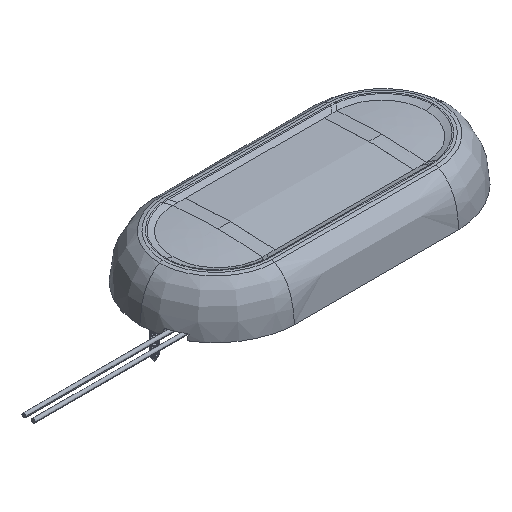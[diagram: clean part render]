
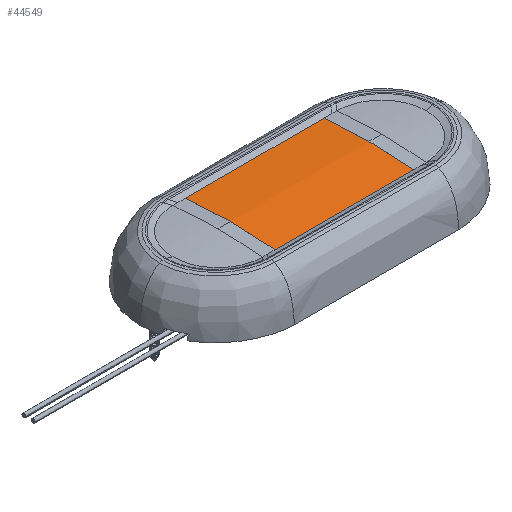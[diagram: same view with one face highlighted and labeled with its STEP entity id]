
A CAD part, isometric view. The second image highlights one B-rep face of the part: STEP entity #44549.
In plain terms, the highlighted cylindrical face has radius 200.299 mm (diameter 400.599 mm), a partial arc.
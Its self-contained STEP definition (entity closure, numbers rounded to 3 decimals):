
#43502=CARTESIAN_POINT('',(4.627,19.082,15.087));
#43503=CARTESIAN_POINT('',(4.62,16.966,15.29));
#43504=CARTESIAN_POINT('',(4.606,12.729,15.628));
#43505=CARTESIAN_POINT('',(4.585,6.359,15.932));
#43506=CARTESIAN_POINT('',(4.571,2.11,16.001));
#43507=CARTESIAN_POINT('',(4.564,-0.016,
16.001));
#43512=CARTESIAN_POINT('',(4.564,-0.016,
16.001));
#43513=CARTESIAN_POINT('',(4.557,-2.139,
16.001));
#43514=CARTESIAN_POINT('',(4.543,-6.381,
15.932));
#43515=CARTESIAN_POINT('',(4.522,-12.74,
15.629));
#43516=CARTESIAN_POINT('',(4.508,-16.97,
15.292));
#43517=CARTESIAN_POINT('',(4.501,-19.082,
15.09));
#43522=DIRECTION('',(-1.,0.,0.));
#43523=VECTOR('',#43522,59.032);
#43524=CARTESIAN_POINT('',(4.501,-19.082,
15.09));
#43525=LINE('',#43524,#43523);
#43529=CARTESIAN_POINT('',(-54.531,-19.082,
15.09));
#43530=CARTESIAN_POINT('',(-54.538,-16.97,
15.293));
#43531=CARTESIAN_POINT('',(-54.552,-12.74,
15.629));
#43532=CARTESIAN_POINT('',(-54.573,-6.381,
15.932));
#43533=CARTESIAN_POINT('',(-54.587,-2.139,
16.001));
#43534=CARTESIAN_POINT('',(-54.594,-0.016,
16.001));
#43539=CARTESIAN_POINT('',(-54.594,-0.016,
16.001));
#43540=CARTESIAN_POINT('',(-54.601,2.11,
16.001));
#43541=CARTESIAN_POINT('',(-54.615,6.359,
15.932));
#43542=CARTESIAN_POINT('',(-54.636,12.729,
15.628));
#43543=CARTESIAN_POINT('',(-54.65,16.966,
15.29));
#43544=CARTESIAN_POINT('',(-54.657,19.082,
15.087));
#43549=DIRECTION('',(1.,0.,0.));
#43550=VECTOR('',#43549,59.283);
#43551=CARTESIAN_POINT('',(-54.657,19.082,
15.087));
#43552=LINE('',#43551,#43550);
#44436=VERTEX_POINT('',#43502);
#44437=VERTEX_POINT('',#43507);
#44438=VERTEX_POINT('',#43517);
#44439=CARTESIAN_POINT('',(-54.531,-19.082,
15.09));
#44440=VERTEX_POINT('',#44439);
#44441=VERTEX_POINT('',#43534);
#44442=VERTEX_POINT('',#43544);
#44530=CARTESIAN_POINT('',(0.,-0.016,-184.299));
#44531=DIRECTION('',(1.,0.,0.));
#44532=DIRECTION('',(0.,0.,-1.));
#44533=AXIS2_PLACEMENT_3D('',#44530,#44531,#44532);
#44534=CYLINDRICAL_SURFACE('',#44533,200.299);
#44536=ORIENTED_EDGE('',*,*,#44535,.T.);
#44538=ORIENTED_EDGE('',*,*,#44537,.T.);
#44540=ORIENTED_EDGE('',*,*,#44539,.T.);
#44542=ORIENTED_EDGE('',*,*,#44541,.T.);
#44544=ORIENTED_EDGE('',*,*,#44543,.T.);
#44546=ORIENTED_EDGE('',*,*,#44545,.T.);
#44547=EDGE_LOOP('',(#44536,#44538,#44540,#44542,#44544,#44546));
#44548=FACE_OUTER_BOUND('',#44547,.F.);
#43508=B_SPLINE_CURVE_WITH_KNOTS('',3,(#43502,#43503,#43504,#43505,#43506,
#43507),.UNSPECIFIED.,.F.,.F.,(4,1,1,4),(0.,0.333,
0.667,1.),.UNSPECIFIED.);
#43518=B_SPLINE_CURVE_WITH_KNOTS('',3,(#43512,#43513,#43514,#43515,#43516,
#43517),.UNSPECIFIED.,.F.,.F.,(4,1,1,4),(0.,0.333,
0.667,1.),.UNSPECIFIED.);
#43535=B_SPLINE_CURVE_WITH_KNOTS('',3,(#43529,#43530,#43531,#43532,#43533,
#43534),.UNSPECIFIED.,.F.,.F.,(4,1,1,4),(0.,0.333,
0.667,1.),.UNSPECIFIED.);
#43545=B_SPLINE_CURVE_WITH_KNOTS('',3,(#43539,#43540,#43541,#43542,#43543,
#43544),.UNSPECIFIED.,.F.,.F.,(4,1,1,4),(0.,0.333,
0.667,1.),.UNSPECIFIED.);
#44535=EDGE_CURVE('',#44436,#44437,#43508,.T.);
#44537=EDGE_CURVE('',#44437,#44438,#43518,.T.);
#44539=EDGE_CURVE('',#44438,#44440,#43525,.T.);
#44541=EDGE_CURVE('',#44440,#44441,#43535,.T.);
#44543=EDGE_CURVE('',#44441,#44442,#43545,.T.);
#44545=EDGE_CURVE('',#44442,#44436,#43552,.T.);
#44549=ADVANCED_FACE('',(#44548),#44534,.T.);
